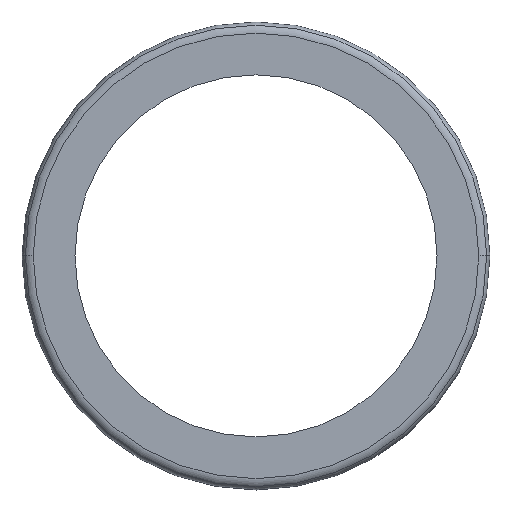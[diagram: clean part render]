
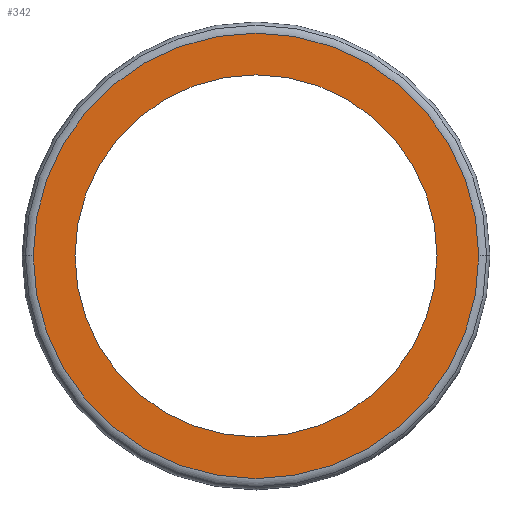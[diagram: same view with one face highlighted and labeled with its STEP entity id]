
A CAD part, top view. The second image highlights one B-rep face of the part: STEP entity #342.
In plain terms, the highlighted planar face has unit normal (0, 0, 1).
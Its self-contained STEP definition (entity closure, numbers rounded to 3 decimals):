
#223 = CONICAL_SURFACE('',#224,17.365,0.199);
#224 = AXIS2_PLACEMENT_3D('',#225,#226,#227);
#225 = CARTESIAN_POINT('',(1262.977,-100.,-637.858));
#226 = DIRECTION('',(0.,0.,1.));
#227 = DIRECTION('',(0.,-1.,0.));
#254 = CONICAL_SURFACE('',#255,17.365,0.199);
#255 = AXIS2_PLACEMENT_3D('',#256,#257,#258);
#256 = CARTESIAN_POINT('',(1262.977,-100.,-637.858));
#257 = DIRECTION('',(0.,0.,1.));
#258 = DIRECTION('',(0.,-1.,0.));
#269 = EDGE_CURVE('',#270,#272,#274,.T.);
#270 = VERTEX_POINT('',#271);
#271 = CARTESIAN_POINT('',(1262.977,-83.744,-804.5));
#272 = VERTEX_POINT('',#273);
#273 = CARTESIAN_POINT('',(1262.977,-116.256,-804.5));
#274 = SURFACE_CURVE('',#275,(#280,#287),.PCURVE_S1.);
#275 = CIRCLE('',#276,16.256);
#276 = AXIS2_PLACEMENT_3D('',#277,#278,#279);
#277 = CARTESIAN_POINT('',(1262.977,-100.,-804.5));
#278 = DIRECTION('',(0.,-0.,1.));
#279 = DIRECTION('',(0.,1.,0.));
#280 = PCURVE('',#223,#281);
#281 = DEFINITIONAL_REPRESENTATION('',(#282),#286);
#282 = LINE('',#283,#284);
#283 = CARTESIAN_POINT('',(0.,-166.642));
#284 = VECTOR('',#285,1.);
#285 = DIRECTION('',(1.,0.));
#286 = ( GEOMETRIC_REPRESENTATION_CONTEXT(2) 
PARAMETRIC_REPRESENTATION_CONTEXT() REPRESENTATION_CONTEXT('2D SPACE',''
  ) );
#287 = PCURVE('',#288,#293);
#288 = PLANE('',#289);
#289 = AXIS2_PLACEMENT_3D('',#290,#291,#292);
#290 = CARTESIAN_POINT('',(1262.977,-81.872,-804.5));
#291 = DIRECTION('',(0.,0.,1.));
#292 = DIRECTION('',(0.,-1.,0.));
#293 = DEFINITIONAL_REPRESENTATION('',(#294),#298);
#294 = CIRCLE('',#295,16.256);
#295 = AXIS2_PLACEMENT_2D('',#296,#297);
#296 = CARTESIAN_POINT('',(18.128,0.));
#297 = DIRECTION('',(-1.,-0.));
#298 = ( GEOMETRIC_REPRESENTATION_CONTEXT(2) 
PARAMETRIC_REPRESENTATION_CONTEXT() REPRESENTATION_CONTEXT('2D SPACE',''
  ) );
#342 = ADVANCED_FACE('',(#343,#427),#288,.T.);
#343 = FACE_BOUND('',#344,.F.);
#344 = EDGE_LOOP('',(#345,#376,#400));
#345 = ORIENTED_EDGE('',*,*,#346,.F.);
#346 = EDGE_CURVE('',#347,#349,#351,.T.);
#347 = VERTEX_POINT('',#348);
#348 = CARTESIAN_POINT('',(1262.977,-80.,-804.5));
#349 = VERTEX_POINT('',#350);
#350 = CARTESIAN_POINT('',(1242.977,-100.,-804.5));
#351 = SURFACE_CURVE('',#352,(#357,#364),.PCURVE_S1.);
#352 = CIRCLE('',#353,20.);
#353 = AXIS2_PLACEMENT_3D('',#354,#355,#356);
#354 = CARTESIAN_POINT('',(1262.977,-100.,-804.5));
#355 = DIRECTION('',(0.,-0.,1.));
#356 = DIRECTION('',(0.,1.,0.));
#357 = PCURVE('',#288,#358);
#358 = DEFINITIONAL_REPRESENTATION('',(#359),#363);
#359 = CIRCLE('',#360,20.);
#360 = AXIS2_PLACEMENT_2D('',#361,#362);
#361 = CARTESIAN_POINT('',(18.128,0.));
#362 = DIRECTION('',(-1.,-0.));
#363 = ( GEOMETRIC_REPRESENTATION_CONTEXT(2) 
PARAMETRIC_REPRESENTATION_CONTEXT() REPRESENTATION_CONTEXT('2D SPACE',''
  ) );
#364 = PCURVE('',#365,#370);
#365 = TOROIDAL_SURFACE('',#366,20.,1.);
#366 = AXIS2_PLACEMENT_3D('',#367,#368,#369);
#367 = CARTESIAN_POINT('',(1262.977,-100.,-805.5));
#368 = DIRECTION('',(0.,0.,-1.));
#369 = DIRECTION('',(-1.,0.,0.));
#370 = DEFINITIONAL_REPRESENTATION('',(#371),#375);
#371 = LINE('',#372,#373);
#372 = CARTESIAN_POINT('',(1.571,4.712));
#373 = VECTOR('',#374,1.);
#374 = DIRECTION('',(-1.,0.));
#375 = ( GEOMETRIC_REPRESENTATION_CONTEXT(2) 
PARAMETRIC_REPRESENTATION_CONTEXT() REPRESENTATION_CONTEXT('2D SPACE',''
  ) );
#376 = ORIENTED_EDGE('',*,*,#377,.F.);
#377 = EDGE_CURVE('',#378,#347,#380,.T.);
#378 = VERTEX_POINT('',#379);
#379 = CARTESIAN_POINT('',(1282.977,-100.,-804.5));
#380 = SURFACE_CURVE('',#381,(#386,#393),.PCURVE_S1.);
#381 = CIRCLE('',#382,20.);
#382 = AXIS2_PLACEMENT_3D('',#383,#384,#385);
#383 = CARTESIAN_POINT('',(1262.977,-100.,-804.5));
#384 = DIRECTION('',(0.,0.,1.));
#385 = DIRECTION('',(1.,0.,0.));
#386 = PCURVE('',#288,#387);
#387 = DEFINITIONAL_REPRESENTATION('',(#388),#392);
#388 = CIRCLE('',#389,20.);
#389 = AXIS2_PLACEMENT_2D('',#390,#391);
#390 = CARTESIAN_POINT('',(18.128,0.));
#391 = DIRECTION('',(0.,1.));
#392 = ( GEOMETRIC_REPRESENTATION_CONTEXT(2) 
PARAMETRIC_REPRESENTATION_CONTEXT() REPRESENTATION_CONTEXT('2D SPACE',''
  ) );
#393 = PCURVE('',#365,#394);
#394 = DEFINITIONAL_REPRESENTATION('',(#395),#399);
#395 = LINE('',#396,#397);
#396 = CARTESIAN_POINT('',(3.142,4.712));
#397 = VECTOR('',#398,1.);
#398 = DIRECTION('',(-1.,0.));
#399 = ( GEOMETRIC_REPRESENTATION_CONTEXT(2) 
PARAMETRIC_REPRESENTATION_CONTEXT() REPRESENTATION_CONTEXT('2D SPACE',''
  ) );
#400 = ORIENTED_EDGE('',*,*,#401,.F.);
#401 = EDGE_CURVE('',#349,#378,#402,.T.);
#402 = SURFACE_CURVE('',#403,(#408,#415),.PCURVE_S1.);
#403 = CIRCLE('',#404,20.);
#404 = AXIS2_PLACEMENT_3D('',#405,#406,#407);
#405 = CARTESIAN_POINT('',(1262.977,-100.,-804.5));
#406 = DIRECTION('',(0.,0.,1.));
#407 = DIRECTION('',(-1.,0.,0.));
#408 = PCURVE('',#288,#409);
#409 = DEFINITIONAL_REPRESENTATION('',(#410),#414);
#410 = CIRCLE('',#411,20.);
#411 = AXIS2_PLACEMENT_2D('',#412,#413);
#412 = CARTESIAN_POINT('',(18.128,0.));
#413 = DIRECTION('',(0.,-1.));
#414 = ( GEOMETRIC_REPRESENTATION_CONTEXT(2) 
PARAMETRIC_REPRESENTATION_CONTEXT() REPRESENTATION_CONTEXT('2D SPACE',''
  ) );
#415 = PCURVE('',#416,#421);
#416 = TOROIDAL_SURFACE('',#417,20.,1.);
#417 = AXIS2_PLACEMENT_3D('',#418,#419,#420);
#418 = CARTESIAN_POINT('',(1262.977,-100.,-805.5));
#419 = DIRECTION('',(0.,0.,-1.));
#420 = DIRECTION('',(-1.,0.,0.));
#421 = DEFINITIONAL_REPRESENTATION('',(#422),#426);
#422 = LINE('',#423,#424);
#423 = CARTESIAN_POINT('',(6.283,4.712));
#424 = VECTOR('',#425,1.);
#425 = DIRECTION('',(-1.,0.));
#426 = ( GEOMETRIC_REPRESENTATION_CONTEXT(2) 
PARAMETRIC_REPRESENTATION_CONTEXT() REPRESENTATION_CONTEXT('2D SPACE',''
  ) );
#427 = FACE_BOUND('',#428,.F.);
#428 = EDGE_LOOP('',(#429,#451));
#429 = ORIENTED_EDGE('',*,*,#430,.T.);
#430 = EDGE_CURVE('',#272,#270,#431,.T.);
#431 = SURFACE_CURVE('',#432,(#437,#444),.PCURVE_S1.);
#432 = CIRCLE('',#433,16.256);
#433 = AXIS2_PLACEMENT_3D('',#434,#435,#436);
#434 = CARTESIAN_POINT('',(1262.977,-100.,-804.5));
#435 = DIRECTION('',(0.,0.,1.));
#436 = DIRECTION('',(0.,-1.,0.));
#437 = PCURVE('',#288,#438);
#438 = DEFINITIONAL_REPRESENTATION('',(#439),#443);
#439 = CIRCLE('',#440,16.256);
#440 = AXIS2_PLACEMENT_2D('',#441,#442);
#441 = CARTESIAN_POINT('',(18.128,0.));
#442 = DIRECTION('',(1.,0.));
#443 = ( GEOMETRIC_REPRESENTATION_CONTEXT(2) 
PARAMETRIC_REPRESENTATION_CONTEXT() REPRESENTATION_CONTEXT('2D SPACE',''
  ) );
#444 = PCURVE('',#254,#445);
#445 = DEFINITIONAL_REPRESENTATION('',(#446),#450);
#446 = LINE('',#447,#448);
#447 = CARTESIAN_POINT('',(3.142,-166.642));
#448 = VECTOR('',#449,1.);
#449 = DIRECTION('',(1.,0.));
#450 = ( GEOMETRIC_REPRESENTATION_CONTEXT(2) 
PARAMETRIC_REPRESENTATION_CONTEXT() REPRESENTATION_CONTEXT('2D SPACE',''
  ) );
#451 = ORIENTED_EDGE('',*,*,#269,.T.);
